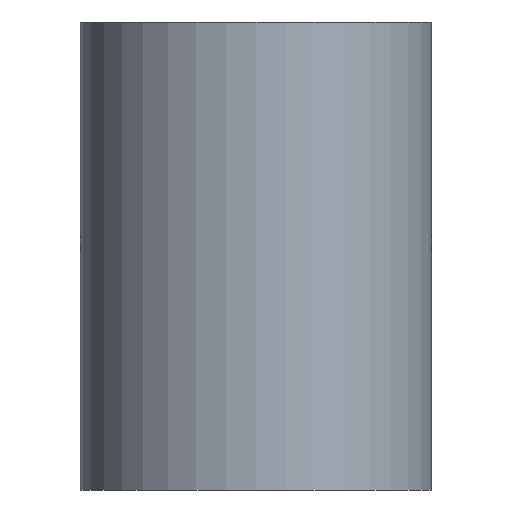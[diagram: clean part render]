
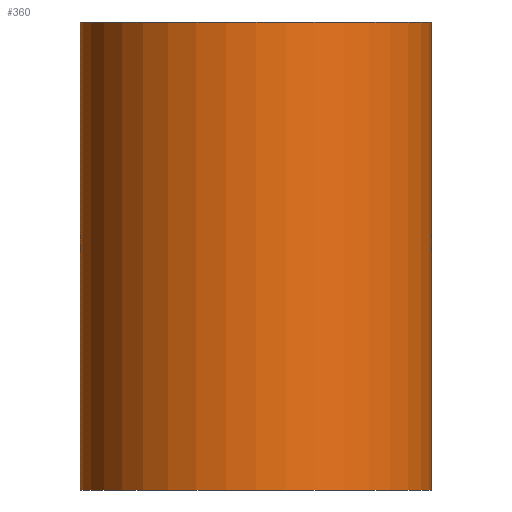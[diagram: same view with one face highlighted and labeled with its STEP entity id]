
A CAD part, front view. The second image highlights one B-rep face of the part: STEP entity #360.
In plain terms, the highlighted cylindrical face has radius 7.5 mm (diameter 15 mm), a full revolution.
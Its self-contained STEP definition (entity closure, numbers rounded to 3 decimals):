
#17=CYLINDRICAL_SURFACE('',#401,7.5);
#21=FACE_BOUND('',#73,.T.);
#23=CIRCLE('',#378,7.5);
#24=CIRCLE('',#381,7.5);
#28=CIRCLE('',#398,7.5);
#30=CIRCLE('',#402,7.5);
#49=FACE_OUTER_BOUND('',#72,.T.);
#72=EDGE_LOOP('',(#315,#316,#317,#318));
#73=EDGE_LOOP('',(#319,#320,#321,#322));
#76=LINE('',#505,#115);
#84=LINE('',#523,#123);
#114=LINE('',#597,#153);
#115=VECTOR('',#408,10.);
#123=VECTOR('',#422,10.);
#153=VECTOR('',#498,7.5);
#154=VERTEX_POINT('',#503);
#155=VERTEX_POINT('',#504);
#159=VERTEX_POINT('',#514);
#162=VERTEX_POINT('',#522);
#181=VERTEX_POINT('',#588);
#183=VERTEX_POINT('',#595);
#184=EDGE_CURVE('',#154,#155,#76,.T.);
#189=EDGE_CURVE('',#159,#154,#23,.T.);
#193=EDGE_CURVE('',#162,#159,#84,.T.);
#199=EDGE_CURVE('',#155,#162,#24,.T.);
#226=EDGE_CURVE('',#181,#181,#28,.T.);
#229=EDGE_CURVE('',#183,#183,#30,.T.);
#230=EDGE_CURVE('',#183,#181,#114,.T.);
#315=ORIENTED_EDGE('',*,*,#229,.F.);
#316=ORIENTED_EDGE('',*,*,#230,.T.);
#317=ORIENTED_EDGE('',*,*,#226,.F.);
#318=ORIENTED_EDGE('',*,*,#230,.F.);
#319=ORIENTED_EDGE('',*,*,#193,.T.);
#320=ORIENTED_EDGE('',*,*,#189,.T.);
#321=ORIENTED_EDGE('',*,*,#184,.T.);
#322=ORIENTED_EDGE('',*,*,#199,.T.);
#360=ADVANCED_FACE('',(#49,#21),#17,.T.);
#378=AXIS2_PLACEMENT_3D('',#515,#415,#416);
#381=AXIS2_PLACEMENT_3D('',#533,#430,#431);
#398=AXIS2_PLACEMENT_3D('',#589,#487,#488);
#401=AXIS2_PLACEMENT_3D('',#594,#494,#495);
#402=AXIS2_PLACEMENT_3D('',#596,#496,#497);
#408=DIRECTION('',(0.,0.,1.));
#415=DIRECTION('center_axis',(0.,0.,-1.));
#416=DIRECTION('ref_axis',(-1.,0.,0.));
#422=DIRECTION('',(0.,0.,-1.));
#430=DIRECTION('center_axis',(0.,0.,1.));
#431=DIRECTION('ref_axis',(-1.,0.,0.));
#487=DIRECTION('center_axis',(0.,0.,-1.));
#488=DIRECTION('ref_axis',(-1.,0.,0.));
#494=DIRECTION('center_axis',(0.,0.,1.));
#495=DIRECTION('ref_axis',(-1.,0.,0.));
#496=DIRECTION('center_axis',(0.,0.,1.));
#497=DIRECTION('ref_axis',(-1.,0.,0.));
#498=DIRECTION('',(0.,0.,-1.));
#503=CARTESIAN_POINT('',(4.157,6.243,-4.));
#504=CARTESIAN_POINT('',(4.157,6.243,4.));
#505=CARTESIAN_POINT('',(4.157,6.243,0.));
#514=CARTESIAN_POINT('',(-4.157,6.243,-4.));
#515=CARTESIAN_POINT('Origin',(0.,0.,
-4.));
#522=CARTESIAN_POINT('',(-4.157,6.243,4.));
#523=CARTESIAN_POINT('',(-4.157,6.243,0.));
#533=CARTESIAN_POINT('Origin',(0.,0.,
4.));
#588=CARTESIAN_POINT('',(7.5,0.,-10.));
#589=CARTESIAN_POINT('Origin',(0.,0.,
-10.));
#594=CARTESIAN_POINT('Origin',(0.,0.,
0.));
#595=CARTESIAN_POINT('',(7.5,0.,10.));
#596=CARTESIAN_POINT('Origin',(0.,0.,
10.));
#597=CARTESIAN_POINT('',(7.5,0.,0.));
